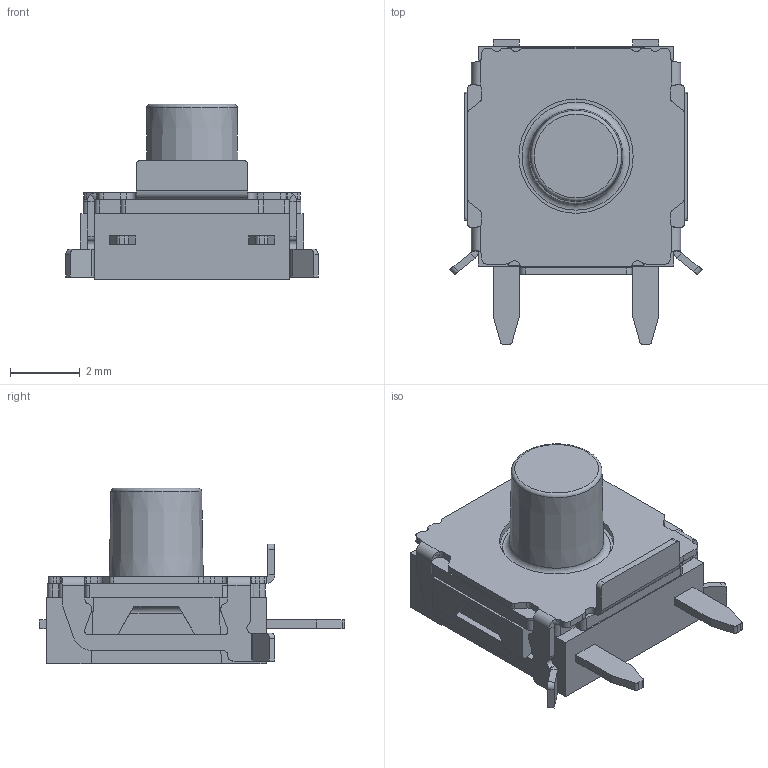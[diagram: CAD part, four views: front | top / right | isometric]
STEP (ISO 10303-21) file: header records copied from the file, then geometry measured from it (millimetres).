
FILE_DESCRIPTION(/* description */ ('STEP AP214'),/* implementation_level */ '2;1');
FILE_NAME(/* name */ 'TL6155AFxxxQ.stp',/* time_stamp */ '2024-06-10T08:26:50-05:00',/* author */ ('mwilliams'),/* organization */ (''),/* preprocessor_version */ 'ST-DEVELOPER v18.1',/* originating_system */ 'Autodesk Inventor 2022',/* authorisation */ '');
FILE_SCHEMA (('AUTOMOTIVE_DESIGN { 1 0 10303 214 3 1 1 }'));
Length unit declared in the file: millimetre
Products named in the file (1): TL6155AF350Q
Bounding box: 7.24 x 8.75 x 5.04 mm (x, y, z)
Volume: 107.5 mm3; surface area: 197.8 mm2
Topology: 1 solids, 1 shells, 300 faces, 814 edges, 518 vertices
Faces by surface type: plane 188, cylinder 95, bspline 14, torus 2, cone 1
Full cylindrical faces by diameter (mm): 3.28 x1
Entity records: 9949 total; most frequent: CARTESIAN_POINT 1943, ORIENTED_EDGE 1628, DIRECTION 1578, EDGE_CURVE 814, LINE 560, VECTOR 560, VERTEX_POINT 518, AXIS2_PLACEMENT_3D 509
